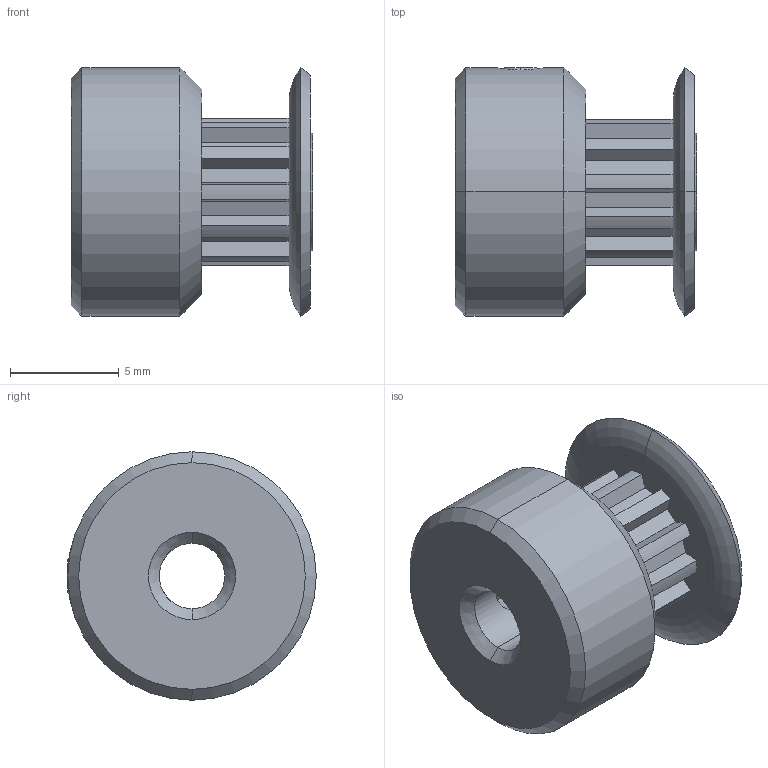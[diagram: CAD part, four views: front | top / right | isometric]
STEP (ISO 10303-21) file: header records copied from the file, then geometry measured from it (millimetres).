
FILE_DESCRIPTION (( 'STEP AP203' ), '1' );
FILE_NAME ('1375K172_MXL Series Timing Belt Pulley.STEP', '2022-05-02T15:10:49', ( 'Administrator' ), ( 'Managed by Terraform' ), 'SwSTEP 2.0', 'SolidWorks 2017', '' );
FILE_SCHEMA (( 'CONFIG_CONTROL_DESIGN' ));
Length unit declared in the file: millimetre
Products named in the file (1): 1375K172_MXL Series Timing Belt Pulley
Bounding box: 11.1 x 11.4 x 11.4 mm (x, y, z)
Volume: 686.7 mm3; surface area: 816.1 mm2
Topology: 2 solids, 2 shells, 86 faces, 218 edges, 140 vertices
Faces by surface type: plane 47, cylinder 21, cone 14, torus 4
Entity records: 2721 total; most frequent: CARTESIAN_POINT 515, DIRECTION 450, ORIENTED_EDGE 436, EDGE_CURVE 218, VECTOR 152, LINE 152, AXIS2_PLACEMENT_3D 149, VERTEX_POINT 140
